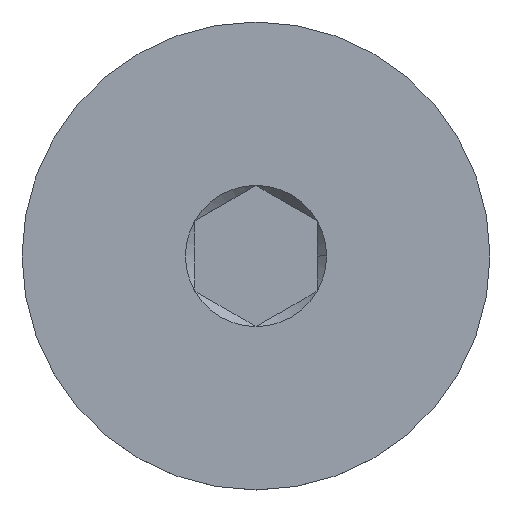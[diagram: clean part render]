
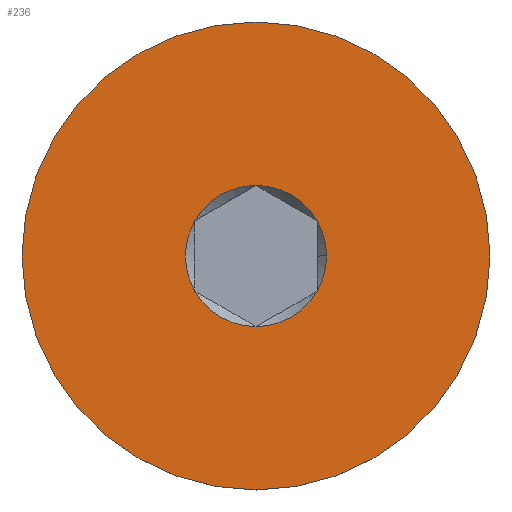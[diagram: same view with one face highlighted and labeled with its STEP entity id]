
A CAD part, top view. The second image highlights one B-rep face of the part: STEP entity #236.
In plain terms, the highlighted planar face has unit normal (0, 0, 1).
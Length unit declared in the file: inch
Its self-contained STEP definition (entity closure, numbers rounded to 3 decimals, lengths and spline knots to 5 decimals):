
#32 = CIRCLE ( 'NONE', #2821, 0.05413 ) ;
#50 = CIRCLE ( 'NONE', #2829, 0.1795 ) ;
#156 = CIRCLE ( 'NONE', #937, 0.05413 ) ;
#158 = CIRCLE ( 'NONE', #936, 0.1795 ) ;
#159 = CIRCLE ( 'NONE', #938, 0.05413 ) ;
#160 = CIRCLE ( 'NONE', #939, 0.05413 ) ;
#161 = CIRCLE ( 'NONE', #940, 0.05413 ) ;
#162 = CIRCLE ( 'NONE', #941, 0.05413 ) ;
#163 = CIRCLE ( 'NONE', #942, 0.05413 ) ;
#236 = ADVANCED_FACE ( 'NONE', ( #1836, #1864 ), #3934, .T. ) ;
#396 = DIRECTION ( 'NONE',  ( 1., 0., 0. ) ) ;
#397 = DIRECTION ( 'NONE',  ( 0., 0., 1. ) ) ;
#398 = CARTESIAN_POINT ( 'NONE',  ( 0., 0., 0. ) ) ;
#401 = DIRECTION ( 'NONE',  ( 1., 0., 0. ) ) ;
#402 = DIRECTION ( 'NONE',  ( 0., 0., 1. ) ) ;
#403 = CARTESIAN_POINT ( 'NONE',  ( 0., 0., 0. ) ) ;
#405 = DIRECTION ( 'NONE',  ( 1., 0., 0. ) ) ;
#406 = DIRECTION ( 'NONE',  ( 0., 0., 1. ) ) ;
#407 = CARTESIAN_POINT ( 'NONE',  ( 0., 0., 0. ) ) ;
#409 = DIRECTION ( 'NONE',  ( 1., 0., 0. ) ) ;
#410 = DIRECTION ( 'NONE',  ( 0., 0., 1. ) ) ;
#411 = CARTESIAN_POINT ( 'NONE',  ( 0., 0., 0. ) ) ;
#412 = DIRECTION ( 'NONE',  ( 1., 0., 0. ) ) ;
#413 = DIRECTION ( 'NONE',  ( 0., 0., 1. ) ) ;
#414 = CARTESIAN_POINT ( 'NONE',  ( 0., 0., 0. ) ) ;
#415 = DIRECTION ( 'NONE',  ( 1., 0., 0. ) ) ;
#416 = DIRECTION ( 'NONE',  ( 0., 0., 1. ) ) ;
#417 = CARTESIAN_POINT ( 'NONE',  ( 0., 0., 0. ) ) ;
#418 = DIRECTION ( 'NONE',  ( 0., -1., 0. ) ) ;
#419 = DIRECTION ( 'NONE',  ( 0., 0., 1. ) ) ;
#420 = CARTESIAN_POINT ( 'NONE',  ( 0., 0., 0. ) ) ;
#936 = AXIS2_PLACEMENT_3D ( 'NONE', #420, #419, #418 ) ;
#937 = AXIS2_PLACEMENT_3D ( 'NONE', #417, #416, #415 ) ;
#938 = AXIS2_PLACEMENT_3D ( 'NONE', #414, #413, #412 ) ;
#939 = AXIS2_PLACEMENT_3D ( 'NONE', #411, #410, #409 ) ;
#940 = AXIS2_PLACEMENT_3D ( 'NONE', #407, #406, #405 ) ;
#941 = AXIS2_PLACEMENT_3D ( 'NONE', #403, #402, #401 ) ;
#942 = AXIS2_PLACEMENT_3D ( 'NONE', #398, #397, #396 ) ;
#976 = EDGE_CURVE ( 'NONE', #1627, #1679, #32, .T. ) ;
#992 = EDGE_CURVE ( 'NONE', #1668, #1754, #50, .T. ) ;
#1047 = AXIS2_PLACEMENT_3D ( 'NONE', #3896, #3948, #3313 ) ;
#1400 = EDGE_LOOP ( 'NONE', ( #4118, #4115, #4116, #4119, #4120, #4114, #4063 ) ) ;
#1402 = EDGE_LOOP ( 'NONE', ( #4043, #4041 ) ) ;
#1627 = VERTEX_POINT ( 'NONE', #2453 ) ;
#1647 = VERTEX_POINT ( 'NONE', #2468 ) ;
#1648 = VERTEX_POINT ( 'NONE', #2469 ) ;
#1652 = VERTEX_POINT ( 'NONE', #2471 ) ;
#1668 = VERTEX_POINT ( 'NONE', #2483 ) ;
#1672 = VERTEX_POINT ( 'NONE', #2486 ) ;
#1679 = VERTEX_POINT ( 'NONE', #2493 ) ;
#1716 = VERTEX_POINT ( 'NONE', #2520 ) ;
#1754 = VERTEX_POINT ( 'NONE', #2547 ) ;
#1836 = FACE_BOUND ( 'NONE', #1400, .T. ) ;
#1864 = FACE_OUTER_BOUND ( 'NONE', #1402, .T. ) ;
#2161 = CARTESIAN_POINT ( 'NONE',  ( 0., 0., 0. ) ) ;
#2162 = DIRECTION ( 'NONE',  ( 0., 0., 1. ) ) ;
#2163 = DIRECTION ( 'NONE',  ( 1., 0., 0. ) ) ;
#2220 = CARTESIAN_POINT ( 'NONE',  ( 0., 0., 0. ) ) ;
#2221 = DIRECTION ( 'NONE',  ( 0., 0., 1. ) ) ;
#2222 = DIRECTION ( 'NONE',  ( 0., -1., 0. ) ) ;
#2453 = CARTESIAN_POINT ( 'NONE',  ( 0.05413, 0., 0. ) ) ;
#2468 = CARTESIAN_POINT ( 'NONE',  ( -0.04688, -0.02706, 0. ) ) ;
#2469 = CARTESIAN_POINT ( 'NONE',  ( 0., 0.05413, 0. ) ) ;
#2471 = CARTESIAN_POINT ( 'NONE',  ( 0.04687, -0.02706, 0. ) ) ;
#2483 = CARTESIAN_POINT ( 'NONE',  ( 0., -0.1795, 0. ) ) ;
#2486 = CARTESIAN_POINT ( 'NONE',  ( 0., -0.05413, 0. ) ) ;
#2493 = CARTESIAN_POINT ( 'NONE',  ( 0.04687, 0.02706, 0. ) ) ;
#2520 = CARTESIAN_POINT ( 'NONE',  ( -0.04688, 0.02706, 0. ) ) ;
#2547 = CARTESIAN_POINT ( 'NONE',  ( 0., 0.1795, 0. ) ) ;
#2821 = AXIS2_PLACEMENT_3D ( 'NONE', #2161, #2162, #2163 ) ;
#2829 = AXIS2_PLACEMENT_3D ( 'NONE', #2220, #2221, #2222 ) ;
#2967 = EDGE_CURVE ( 'NONE', #1754, #1668, #158, .T. ) ;
#2970 = EDGE_CURVE ( 'NONE', #1672, #1652, #156, .T. ) ;
#2972 = EDGE_CURVE ( 'NONE', #1647, #1672, #159, .T. ) ;
#2974 = EDGE_CURVE ( 'NONE', #1716, #1647, #160, .T. ) ;
#2976 = EDGE_CURVE ( 'NONE', #1648, #1716, #161, .T. ) ;
#2978 = EDGE_CURVE ( 'NONE', #1679, #1648, #162, .T. ) ;
#2980 = EDGE_CURVE ( 'NONE', #1652, #1627, #163, .T. ) ;
#3313 = DIRECTION ( 'NONE',  ( 0., -1., 0. ) ) ;
#3896 = CARTESIAN_POINT ( 'NONE',  ( 0., -0.082, 0. ) ) ;
#3934 = PLANE ( 'NONE',  #1047 ) ;
#3948 = DIRECTION ( 'NONE',  ( 0., 0., 1. ) ) ;
#4041 = ORIENTED_EDGE ( 'NONE', *, *, #2967, .T. ) ;
#4043 = ORIENTED_EDGE ( 'NONE', *, *, #992, .T. ) ;
#4063 = ORIENTED_EDGE ( 'NONE', *, *, #2980, .F. ) ;
#4114 = ORIENTED_EDGE ( 'NONE', *, *, #976, .F. ) ;
#4115 = ORIENTED_EDGE ( 'NONE', *, *, #2972, .F. ) ;
#4116 = ORIENTED_EDGE ( 'NONE', *, *, #2974, .F. ) ;
#4118 = ORIENTED_EDGE ( 'NONE', *, *, #2970, .F. ) ;
#4119 = ORIENTED_EDGE ( 'NONE', *, *, #2976, .F. ) ;
#4120 = ORIENTED_EDGE ( 'NONE', *, *, #2978, .F. ) ;
